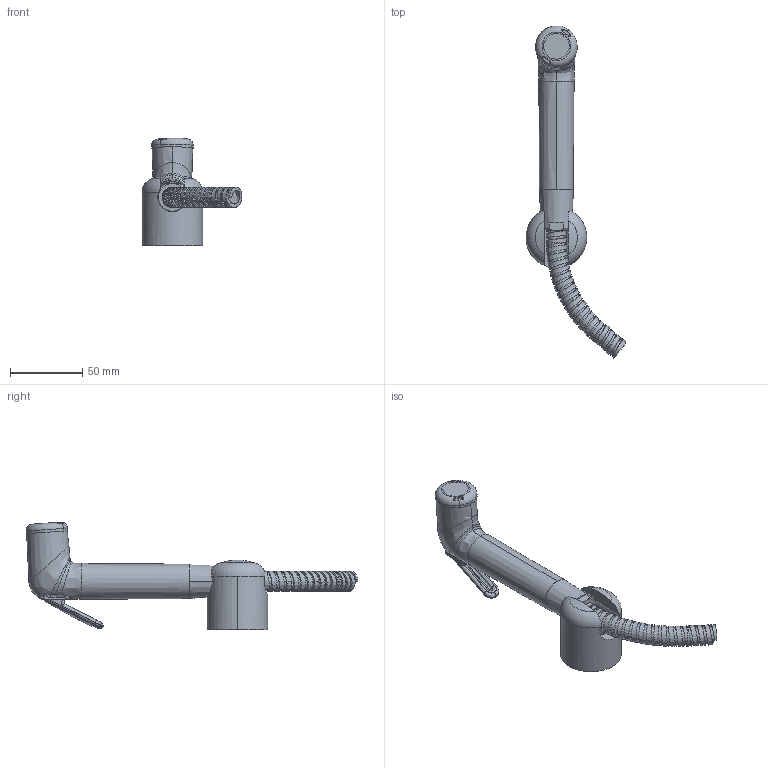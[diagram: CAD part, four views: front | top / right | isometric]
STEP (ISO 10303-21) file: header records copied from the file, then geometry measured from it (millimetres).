
FILE_DESCRIPTION((''),'2;1');
FILE_NAME('ZDUP099CR','2021-11-15T10:05:13',('ut3'),('PAFFONI SpA'),'CREO PARAMETRIC BY PTC INC, 2020044','CREO PARAMETRIC BY PTC INC, 2020044','');
FILE_SCHEMA(('CONFIG_CONTROL_DESIGN','SHAPE_APPEARANCE_LAYERS_GROUPS'));
Length unit declared in the file: millimetre
Products named in the file (1): ZDUP099CR
Bounding box: 69.09 x 229.36 x 74.4 mm (x, y, z)
Volume: 78394.3 mm3; surface area: 55993.2 mm2
Topology: 3 solids, 3 shells, 754 faces, 2420 edges, 1652 vertices
Faces by surface type: cylinder 251, bspline 183, torus 132, plane 130, sphere 38, cone 20
Entity records: 62716 total; most frequent: CARTESIAN_POINT 37326, ORIENTED_EDGE 4762, DIRECTION 3719, EDGE_CURVE 2381, VERTEX_POINT 1648, AXIS2_PLACEMENT_3D 1620, CIRCLE 1049, B_SPLINE_CURVE_WITH_KNOTS 853
